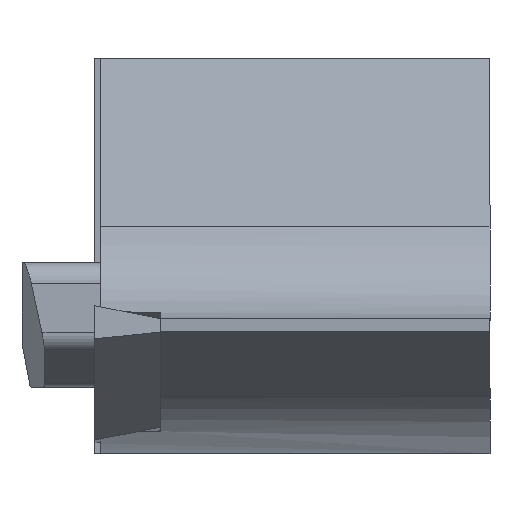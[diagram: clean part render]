
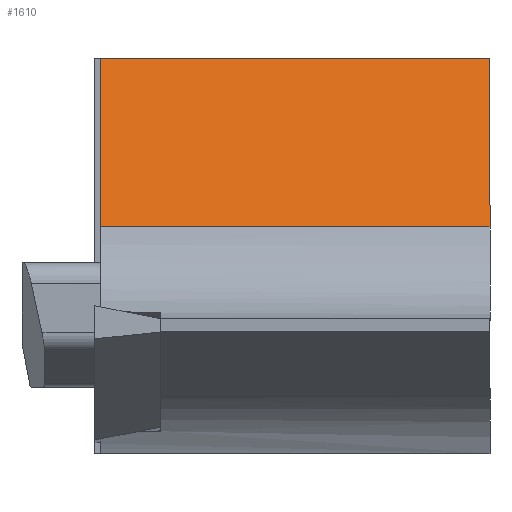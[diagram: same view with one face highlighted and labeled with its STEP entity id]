
A CAD part, left-side view. The second image highlights one B-rep face of the part: STEP entity #1610.
In plain terms, the highlighted planar face has unit normal (-0.966, 0, 0.259).
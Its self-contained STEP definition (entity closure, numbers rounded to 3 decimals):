
#30 = CARTESIAN_POINT ( 'NONE',  ( -110.614, -19.05, 0. ) ) ;
#49 = VERTEX_POINT ( 'NONE', #892 ) ;
#85 = VECTOR ( 'NONE', #768, 1000. ) ;
#135 = CARTESIAN_POINT ( 'NONE',  ( -103.205, -19.05, 27.654 ) ) ;
#269 = DIRECTION ( 'NONE',  ( 0., 1., 0. ) ) ;
#324 = EDGE_CURVE ( 'NONE', #389, #572, #1430, .T. ) ;
#344 = CARTESIAN_POINT ( 'NONE',  ( -112.792, -19.05, -8.125 ) ) ;
#389 = VERTEX_POINT ( 'NONE', #1304 ) ;
#490 = CARTESIAN_POINT ( 'NONE',  ( -112.792, 159.838, -8.125 ) ) ;
#512 = VECTOR ( 'NONE', #269, 1000. ) ;
#572 = VERTEX_POINT ( 'NONE', #875 ) ;
#575 = LINE ( 'NONE', #1005, #1254 ) ;
#598 = FACE_OUTER_BOUND ( 'NONE', #659, .T. ) ;
#659 = EDGE_LOOP ( 'NONE', ( #1196, #1087, #793, #982 ) ) ;
#763 = PLANE ( 'NONE',  #772 ) ;
#768 = DIRECTION ( 'NONE',  ( 0., -1., 0. ) ) ;
#772 = AXIS2_PLACEMENT_3D ( 'NONE', #490, #1629, #1457 ) ;
#791 = LINE ( 'NONE', #1251, #85 ) ;
#793 = ORIENTED_EDGE ( 'NONE', *, *, #1556, .F. ) ;
#875 = CARTESIAN_POINT ( 'NONE',  ( -110.614, -0.3, 0. ) ) ;
#892 = CARTESIAN_POINT ( 'NONE',  ( -112.792, -0.3, -8.125 ) ) ;
#982 = ORIENTED_EDGE ( 'NONE', *, *, #324, .T. ) ;
#1005 = CARTESIAN_POINT ( 'NONE',  ( -112.792, -0.3, -8.125 ) ) ;
#1021 = EDGE_CURVE ( 'NONE', #49, #1233, #791, .T. ) ;
#1053 = LINE ( 'NONE', #135, #1316 ) ;
#1087 = ORIENTED_EDGE ( 'NONE', *, *, #1021, .T. ) ;
#1094 = DIRECTION ( 'NONE',  ( -0.259, 0., -0.966 ) ) ;
#1196 = ORIENTED_EDGE ( 'NONE', *, *, #1422, .F. ) ;
#1233 = VERTEX_POINT ( 'NONE', #344 ) ;
#1251 = CARTESIAN_POINT ( 'NONE',  ( -112.792, 159.838, -8.125 ) ) ;
#1254 = VECTOR ( 'NONE', #1550, 1000. ) ;
#1304 = CARTESIAN_POINT ( 'NONE',  ( -110.614, -19.05, 0. ) ) ;
#1316 = VECTOR ( 'NONE', #1094, 1000. ) ;
#1422 = EDGE_CURVE ( 'NONE', #49, #572, #575, .T. ) ;
#1430 = LINE ( 'NONE', #30, #512 ) ;
#1457 = DIRECTION ( 'NONE',  ( -0.259, 0., -0.966 ) ) ;
#1550 = DIRECTION ( 'NONE',  ( 0.259, 0., 0.966 ) ) ;
#1556 = EDGE_CURVE ( 'NONE', #389, #1233, #1053, .T. ) ;
#1610 = ADVANCED_FACE ( 'NONE', ( #598 ), #763, .F. ) ;
#1629 = DIRECTION ( 'NONE',  ( 0.966, 0., -0.259 ) ) ;
